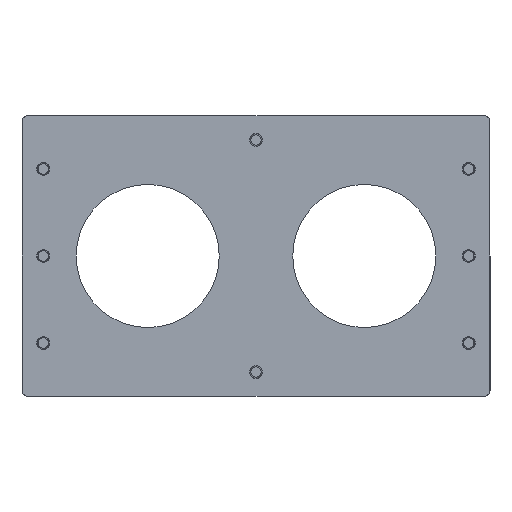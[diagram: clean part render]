
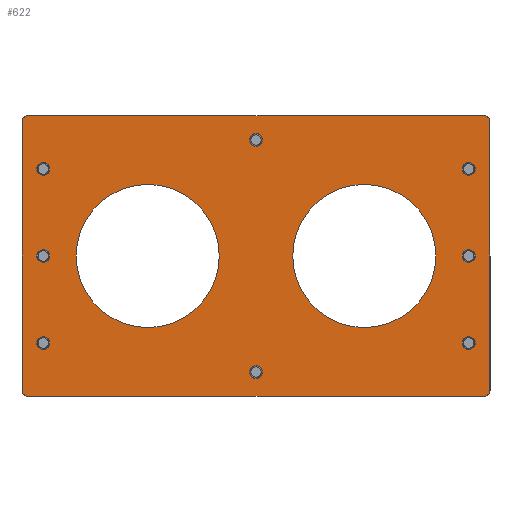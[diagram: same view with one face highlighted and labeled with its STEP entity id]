
A CAD part, front view. The second image highlights one B-rep face of the part: STEP entity #622.
In plain terms, the highlighted planar face has unit normal (0, -1, 0).
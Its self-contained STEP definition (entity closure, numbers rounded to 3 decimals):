
#622=ADVANCED_FACE('',(#1096,#1097,#1098,#1099,#1100,#1101,#1102,#1103,#1104,#1105,#1106),#1107,.F.);
#1096=FACE_BOUND('',#1515,.T.);
#1097=FACE_BOUND('',#1516,.T.);
#1098=FACE_OUTER_BOUND('',#1517,.T.);
#1099=FACE_BOUND('',#1518,.T.);
#1100=FACE_BOUND('',#1519,.T.);
#1101=FACE_BOUND('',#1520,.T.);
#1102=FACE_BOUND('',#1521,.T.);
#1103=FACE_BOUND('',#1522,.T.);
#1104=FACE_BOUND('',#1523,.T.);
#1105=FACE_BOUND('',#1524,.T.);
#1106=FACE_BOUND('',#1525,.T.);
#1107=PLANE('',#1526);
#1515=EDGE_LOOP('',(#2535,#2536));
#1516=EDGE_LOOP('',(#2537,#2538));
#1517=EDGE_LOOP('',(#2539,#2540,#2541,#2542,#2543,#2544,#2545,#2546));
#1518=EDGE_LOOP('',(#2547,#2548));
#1519=EDGE_LOOP('',(#2549,#2550));
#1520=EDGE_LOOP('',(#2551,#2552));
#1521=EDGE_LOOP('',(#2553,#2554));
#1522=EDGE_LOOP('',(#2555,#2556));
#1523=EDGE_LOOP('',(#2557,#2558));
#1524=EDGE_LOOP('',(#2559,#2560));
#1525=EDGE_LOOP('',(#2561,#2562));
#1526=AXIS2_PLACEMENT_3D('',#2563,#2564,#2565);
#2535=ORIENTED_EDGE('',*,*,#2877,.T.);
#2536=ORIENTED_EDGE('',*,*,#2913,.T.);
#2537=ORIENTED_EDGE('',*,*,#2870,.T.);
#2538=ORIENTED_EDGE('',*,*,#2915,.T.);
#2539=ORIENTED_EDGE('',*,*,#2933,.T.);
#2540=ORIENTED_EDGE('',*,*,#2937,.T.);
#2541=ORIENTED_EDGE('',*,*,#2945,.T.);
#2542=ORIENTED_EDGE('',*,*,#2962,.F.);
#2543=ORIENTED_EDGE('',*,*,#2941,.T.);
#2544=ORIENTED_EDGE('',*,*,#2964,.F.);
#2545=ORIENTED_EDGE('',*,*,#2929,.T.);
#2546=ORIENTED_EDGE('',*,*,#2939,.F.);
#2547=ORIENTED_EDGE('',*,*,#2858,.T.);
#2548=ORIENTED_EDGE('',*,*,#2948,.T.);
#2549=ORIENTED_EDGE('',*,*,#2853,.T.);
#2550=ORIENTED_EDGE('',*,*,#2950,.T.);
#2551=ORIENTED_EDGE('',*,*,#2848,.T.);
#2552=ORIENTED_EDGE('',*,*,#2952,.T.);
#2553=ORIENTED_EDGE('',*,*,#2841,.T.);
#2554=ORIENTED_EDGE('',*,*,#2954,.T.);
#2555=ORIENTED_EDGE('',*,*,#2836,.T.);
#2556=ORIENTED_EDGE('',*,*,#2956,.T.);
#2557=ORIENTED_EDGE('',*,*,#2831,.T.);
#2558=ORIENTED_EDGE('',*,*,#2958,.T.);
#2559=ORIENTED_EDGE('',*,*,#2863,.T.);
#2560=ORIENTED_EDGE('',*,*,#2917,.T.);
#2561=ORIENTED_EDGE('',*,*,#2826,.T.);
#2562=ORIENTED_EDGE('',*,*,#2960,.T.);
#2563=CARTESIAN_POINT('',(121.0,8.3,72.5));
#2564=DIRECTION('',(0.0,1.0,0.0));
#2565=DIRECTION('',(0.0,0.0,1.0));
#2826=EDGE_CURVE('',#3323,#3320,#3324,.T.);
#2831=EDGE_CURVE('',#3332,#3329,#3333,.T.);
#2836=EDGE_CURVE('',#3341,#3338,#3342,.T.);
#2841=EDGE_CURVE('',#3350,#3347,#3351,.T.);
#2848=EDGE_CURVE('',#3363,#3360,#3364,.T.);
#2853=EDGE_CURVE('',#3372,#3369,#3373,.T.);
#2858=EDGE_CURVE('',#3381,#3378,#3382,.T.);
#2863=EDGE_CURVE('',#3390,#3387,#3391,.T.);
#2870=EDGE_CURVE('',#3403,#3400,#3404,.T.);
#2877=EDGE_CURVE('',#3416,#3413,#3417,.T.);
#2913=EDGE_CURVE('',#3413,#3416,#3464,.T.);
#2915=EDGE_CURVE('',#3400,#3403,#3466,.T.);
#2917=EDGE_CURVE('',#3387,#3390,#3468,.T.);
#2929=EDGE_CURVE('',#3485,#3483,#3486,.T.);
#2933=EDGE_CURVE('',#3491,#3489,#3492,.T.);
#2937=EDGE_CURVE('',#3489,#3495,#3497,.T.);
#2939=EDGE_CURVE('',#3491,#3483,#3499,.T.);
#2941=EDGE_CURVE('',#3501,#3502,#3503,.T.);
#2945=EDGE_CURVE('',#3495,#3507,#3508,.T.);
#2948=EDGE_CURVE('',#3378,#3381,#3511,.T.);
#2950=EDGE_CURVE('',#3369,#3372,#3513,.T.);
#2952=EDGE_CURVE('',#3360,#3363,#3515,.T.);
#2954=EDGE_CURVE('',#3347,#3350,#3517,.T.);
#2956=EDGE_CURVE('',#3338,#3341,#3519,.T.);
#2958=EDGE_CURVE('',#3329,#3332,#3521,.T.);
#2960=EDGE_CURVE('',#3320,#3323,#3523,.T.);
#2962=EDGE_CURVE('',#3501,#3507,#3525,.T.);
#2964=EDGE_CURVE('',#3485,#3502,#3527,.T.);
#3320=VERTEX_POINT('',#3947);
#3323=VERTEX_POINT('',#3951);
#3324=CIRCLE('',#3952,3.3);
#3329=VERTEX_POINT('',#3958);
#3332=VERTEX_POINT('',#3962);
#3333=CIRCLE('',#3963,3.3);
#3338=VERTEX_POINT('',#3969);
#3341=VERTEX_POINT('',#3973);
#3342=CIRCLE('',#3974,3.3);
#3347=VERTEX_POINT('',#3980);
#3350=VERTEX_POINT('',#3984);
#3351=CIRCLE('',#3985,3.3);
#3360=VERTEX_POINT('',#3997);
#3363=VERTEX_POINT('',#4001);
#3364=CIRCLE('',#4002,3.3);
#3369=VERTEX_POINT('',#4008);
#3372=VERTEX_POINT('',#4012);
#3373=CIRCLE('',#4013,3.3);
#3378=VERTEX_POINT('',#4019);
#3381=VERTEX_POINT('',#4023);
#3382=CIRCLE('',#4024,3.3);
#3387=VERTEX_POINT('',#4030);
#3390=VERTEX_POINT('',#4034);
#3391=CIRCLE('',#4035,3.3);
#3400=VERTEX_POINT('',#4047);
#3403=VERTEX_POINT('',#4051);
#3404=CIRCLE('',#4052,37.0);
#3413=VERTEX_POINT('',#4064);
#3416=VERTEX_POINT('',#4068);
#3417=CIRCLE('',#4069,37.0);
#3464=CIRCLE('',#4134,37.0);
#3466=CIRCLE('',#4136,37.0);
#3468=CIRCLE('',#4138,3.3);
#3483=VERTEX_POINT('',#4156);
#3485=VERTEX_POINT('',#4159);
#3486=CIRCLE('',#4160,3.);
#3489=VERTEX_POINT('',#4164);
#3491=VERTEX_POINT('',#4167);
#3492=CIRCLE('',#4168,3.);
#3495=VERTEX_POINT('',#4172);
#3497=LINE('',#4175,#4176);
#3499=LINE('',#4178,#4179);
#3501=VERTEX_POINT('',#4181);
#3502=VERTEX_POINT('',#4182);
#3503=CIRCLE('',#4183,3.);
#3507=VERTEX_POINT('',#4189);
#3508=CIRCLE('',#4190,3.);
#3511=CIRCLE('',#4194,3.3);
#3513=CIRCLE('',#4196,3.3);
#3515=CIRCLE('',#4198,3.3);
#3517=CIRCLE('',#4200,3.3);
#3519=CIRCLE('',#4202,3.3);
#3521=CIRCLE('',#4204,3.3);
#3523=CIRCLE('',#4206,3.3);
#3525=LINE('',#4208,#4209);
#3527=LINE('',#4211,#4212);
#3947=CARTESIAN_POINT('',(14.3,8.3,117.5));
#3951=CARTESIAN_POINT('',(7.7,8.3,117.5));
#3952=AXIS2_PLACEMENT_3D('',#4568,#4569,#4570);
#3958=CARTESIAN_POINT('',(14.3,8.3,27.5));
#3962=CARTESIAN_POINT('',(7.7,8.3,27.5));
#3963=AXIS2_PLACEMENT_3D('',#4576,#4577,#4578);
#3969=CARTESIAN_POINT('',(234.3,8.3,117.5));
#3973=CARTESIAN_POINT('',(227.7,8.3,117.5));
#3974=AXIS2_PLACEMENT_3D('',#4584,#4585,#4586);
#3980=CARTESIAN_POINT('',(234.3,8.3,72.5));
#3984=CARTESIAN_POINT('',(227.7,8.3,72.5));
#3985=AXIS2_PLACEMENT_3D('',#4592,#4593,#4594);
#3997=CARTESIAN_POINT('',(234.3,8.3,27.5));
#4001=CARTESIAN_POINT('',(227.7,8.3,27.5));
#4002=AXIS2_PLACEMENT_3D('',#4602,#4603,#4604);
#4008=CARTESIAN_POINT('',(124.3,8.3,132.5));
#4012=CARTESIAN_POINT('',(117.7,8.3,132.5));
#4013=AXIS2_PLACEMENT_3D('',#4610,#4611,#4612);
#4019=CARTESIAN_POINT('',(124.3,8.3,12.5));
#4023=CARTESIAN_POINT('',(117.7,8.3,12.5));
#4024=AXIS2_PLACEMENT_3D('',#4618,#4619,#4620);
#4030=CARTESIAN_POINT('',(14.3,8.3,72.5));
#4034=CARTESIAN_POINT('',(7.7,8.3,72.5));
#4035=AXIS2_PLACEMENT_3D('',#4626,#4627,#4628);
#4047=CARTESIAN_POINT('',(102.0,8.3,72.5));
#4051=CARTESIAN_POINT('',(28.0,8.3,72.5));
#4052=AXIS2_PLACEMENT_3D('',#4636,#4637,#4638);
#4064=CARTESIAN_POINT('',(214.0,8.3,72.5));
#4068=CARTESIAN_POINT('',(140.0,8.3,72.5));
#4069=AXIS2_PLACEMENT_3D('',#4646,#4647,#4648);
#4134=AXIS2_PLACEMENT_3D('',#4697,#4698,#4699);
#4136=AXIS2_PLACEMENT_3D('',#4700,#4701,#4702);
#4138=AXIS2_PLACEMENT_3D('',#4703,#4704,#4705);
#4156=CARTESIAN_POINT('',(3.0,8.3,0.0));
#4159=CARTESIAN_POINT('',(0.,8.3,3.));
#4160=AXIS2_PLACEMENT_3D('',#4725,#4726,#4727);
#4164=CARTESIAN_POINT('',(242.,8.3,3.));
#4167=CARTESIAN_POINT('',(239.,8.3,0.));
#4168=AXIS2_PLACEMENT_3D('',#4730,#4731,#4732);
#4172=CARTESIAN_POINT('',(242.,8.3,142.));
#4175=CARTESIAN_POINT('',(242.0,8.3,72.5));
#4176=VECTOR('',#4735,1.0);
#4178=CARTESIAN_POINT('',(121.0,8.3,0.0));
#4179=VECTOR('',#4736,1.0);
#4181=CARTESIAN_POINT('',(3.0,8.3,145.0));
#4182=CARTESIAN_POINT('',(0.,8.3,142.));
#4183=AXIS2_PLACEMENT_3D('',#4737,#4738,#4739);
#4189=CARTESIAN_POINT('',(239.,8.3,145.));
#4190=AXIS2_PLACEMENT_3D('',#4742,#4743,#4744);
#4194=AXIS2_PLACEMENT_3D('',#4746,#4747,#4748);
#4196=AXIS2_PLACEMENT_3D('',#4749,#4750,#4751);
#4198=AXIS2_PLACEMENT_3D('',#4752,#4753,#4754);
#4200=AXIS2_PLACEMENT_3D('',#4755,#4756,#4757);
#4202=AXIS2_PLACEMENT_3D('',#4758,#4759,#4760);
#4204=AXIS2_PLACEMENT_3D('',#4761,#4762,#4763);
#4206=AXIS2_PLACEMENT_3D('',#4764,#4765,#4766);
#4208=CARTESIAN_POINT('',(121.0,8.3,145.0));
#4209=VECTOR('',#4767,1.0);
#4211=CARTESIAN_POINT('',(0.0,8.3,72.5));
#4212=VECTOR('',#4768,1.0);
#4568=CARTESIAN_POINT('',(11.0,8.3,117.5));
#4569=DIRECTION('',(-0.0,1.0,0.0));
#4570=DIRECTION('',(1.0,0.0,0.0));
#4576=CARTESIAN_POINT('',(11.0,8.3,27.5));
#4577=DIRECTION('',(-0.0,1.0,0.0));
#4578=DIRECTION('',(1.0,0.0,0.0));
#4584=CARTESIAN_POINT('',(231.0,8.3,117.5));
#4585=DIRECTION('',(-0.0,1.0,0.0));
#4586=DIRECTION('',(1.0,0.0,0.0));
#4592=CARTESIAN_POINT('',(231.0,8.3,72.5));
#4593=DIRECTION('',(-0.0,1.0,0.0));
#4594=DIRECTION('',(1.0,0.0,0.0));
#4602=CARTESIAN_POINT('',(231.0,8.3,27.5));
#4603=DIRECTION('',(-0.0,1.0,0.0));
#4604=DIRECTION('',(1.0,0.0,0.0));
#4610=CARTESIAN_POINT('',(121.0,8.3,132.5));
#4611=DIRECTION('',(-0.0,1.0,0.0));
#4612=DIRECTION('',(1.0,0.0,0.0));
#4618=CARTESIAN_POINT('',(121.0,8.3,12.5));
#4619=DIRECTION('',(-0.0,1.0,0.0));
#4620=DIRECTION('',(1.0,0.0,0.0));
#4626=CARTESIAN_POINT('',(11.0,8.3,72.5));
#4627=DIRECTION('',(-0.0,1.0,0.0));
#4628=DIRECTION('',(1.0,0.0,0.0));
#4636=CARTESIAN_POINT('',(65.0,8.3,72.5));
#4637=DIRECTION('',(-0.0,1.0,0.0));
#4638=DIRECTION('',(1.0,0.0,0.0));
#4646=CARTESIAN_POINT('',(177.0,8.3,72.5));
#4647=DIRECTION('',(-0.0,1.0,0.0));
#4648=DIRECTION('',(1.0,0.0,0.0));
#4697=CARTESIAN_POINT('',(177.0,8.3,72.5));
#4698=DIRECTION('',(-0.0,1.0,0.0));
#4699=DIRECTION('',(1.0,0.0,0.0));
#4700=CARTESIAN_POINT('',(65.0,8.3,72.5));
#4701=DIRECTION('',(-0.0,1.0,0.0));
#4702=DIRECTION('',(1.0,0.0,0.0));
#4703=CARTESIAN_POINT('',(11.0,8.3,72.5));
#4704=DIRECTION('',(-0.0,1.0,0.0));
#4705=DIRECTION('',(1.0,0.0,0.0));
#4725=CARTESIAN_POINT('',(3.,8.3,3.));
#4726=DIRECTION('',(0.0,-1.0,-0.0));
#4727=DIRECTION('',(0.,0.0,-1.0));
#4730=CARTESIAN_POINT('',(239.,8.3,3.));
#4731=DIRECTION('',(0.0,-1.0,-0.0));
#4732=DIRECTION('',(1.0,0.0,0.));
#4735=DIRECTION('',(0.0,0.0,1.0));
#4736=DIRECTION('',(-1.0,0.0,0.0));
#4737=CARTESIAN_POINT('',(3.,8.3,142.));
#4738=DIRECTION('',(-0.0,-1.0,0.0));
#4739=DIRECTION('',(0.,0.0,1.0));
#4742=CARTESIAN_POINT('',(239.,8.3,142.));
#4743=DIRECTION('',(0.0,-1.0,0.0));
#4744=DIRECTION('',(1.0,0.0,0.));
#4746=CARTESIAN_POINT('',(121.0,8.3,12.5));
#4747=DIRECTION('',(-0.0,1.0,0.0));
#4748=DIRECTION('',(1.0,0.0,0.0));
#4749=CARTESIAN_POINT('',(121.0,8.3,132.5));
#4750=DIRECTION('',(-0.0,1.0,0.0));
#4751=DIRECTION('',(1.0,0.0,0.0));
#4752=CARTESIAN_POINT('',(231.0,8.3,27.5));
#4753=DIRECTION('',(-0.0,1.0,0.0));
#4754=DIRECTION('',(1.0,0.0,0.0));
#4755=CARTESIAN_POINT('',(231.0,8.3,72.5));
#4756=DIRECTION('',(-0.0,1.0,0.0));
#4757=DIRECTION('',(1.0,0.0,0.0));
#4758=CARTESIAN_POINT('',(231.0,8.3,117.5));
#4759=DIRECTION('',(-0.0,1.0,0.0));
#4760=DIRECTION('',(1.0,0.0,0.0));
#4761=CARTESIAN_POINT('',(11.0,8.3,27.5));
#4762=DIRECTION('',(-0.0,1.0,0.0));
#4763=DIRECTION('',(1.0,0.0,0.0));
#4764=CARTESIAN_POINT('',(11.0,8.3,117.5));
#4765=DIRECTION('',(-0.0,1.0,0.0));
#4766=DIRECTION('',(1.0,0.0,0.0));
#4767=DIRECTION('',(1.0,0.0,0.0));
#4768=DIRECTION('',(0.0,0.0,1.0));
